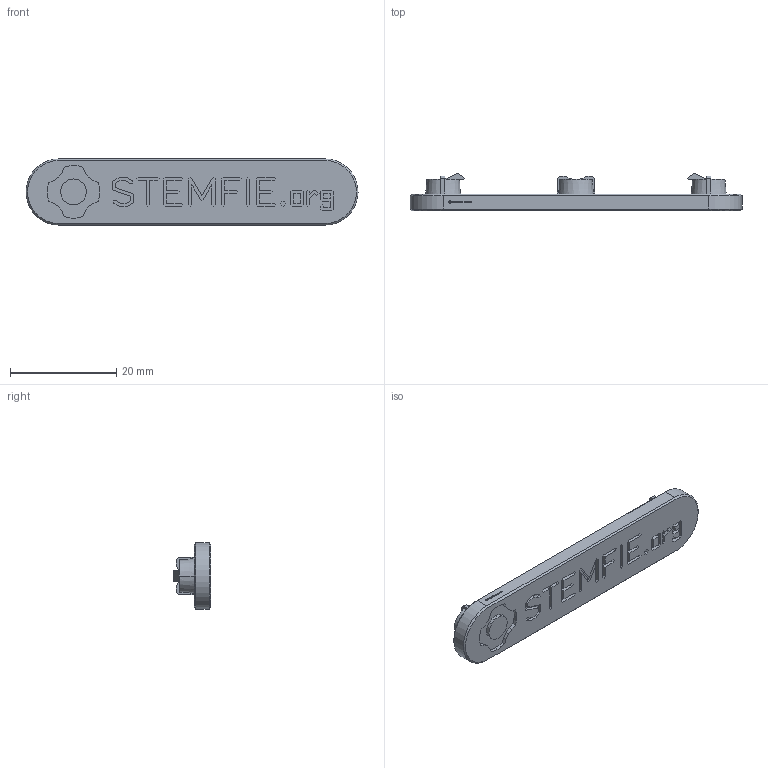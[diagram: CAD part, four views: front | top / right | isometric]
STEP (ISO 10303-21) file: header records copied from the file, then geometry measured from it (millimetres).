
FILE_DESCRIPTION(('FreeCAD Model'),'2;1');
FILE_NAME('Open CASCADE Shape Model','2023-11-10T02:15:39',(''),(''), 'Open CASCADE STEP processor 7.6','FreeCAD','Unknown');
FILE_SCHEMA(('AUTOMOTIVE_DESIGN { 1 0 10303 214 1 1 1 1 }'));
Length unit declared in the file: millimetre
Products named in the file (1): Sign URL FLT BU05x01x00.25 - SPN-SGN-0005 (stemfie.org)
Bounding box: 62.5 x 7.05 x 12.5 mm (x, y, z)
Volume: 2530.3 mm3; surface area: 2265.3 mm2
Topology: 1 solids, 1 shells, 791 faces, 2204 edges, 1464 vertices
Faces by surface type: plane 580, extrusion 192, cone 12, cylinder 7
Entity records: 54266 total; most frequent: CARTESIAN_POINT 13691, DIRECTION 6040, VECTOR 4673, LINE 4481, ORIENTED_EDGE 4408, PCURVE 4408, DEFINITIONAL_REPRESENTATION 4408, EDGE_CURVE 2204
